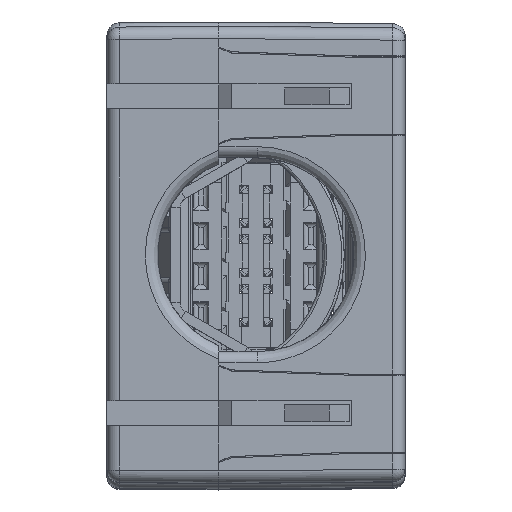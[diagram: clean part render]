
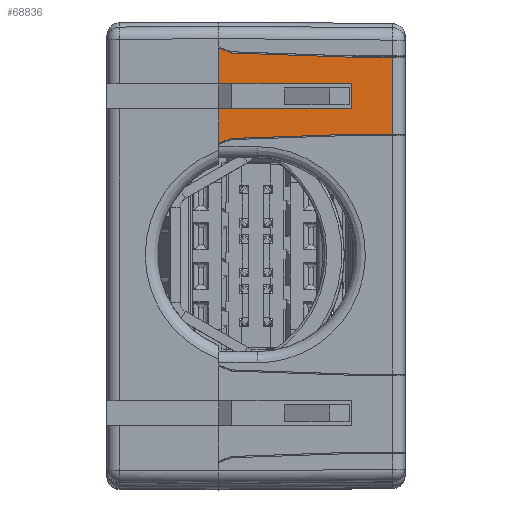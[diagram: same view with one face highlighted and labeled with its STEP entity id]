
A CAD part, top view. The second image highlights one B-rep face of the part: STEP entity #68836.
In plain terms, the highlighted planar face has unit normal (0.009, 0, 1).
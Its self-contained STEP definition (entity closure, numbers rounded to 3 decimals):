
#66169=CARTESIAN_POINT('',(-7.55,4.481,25.625));
#66170=VERTEX_POINT('',#66169);
#66177=CARTESIAN_POINT('',(-7.55,5.875,25.625));
#66178=VERTEX_POINT('',#66177);
#66179=CARTESIAN_POINT('',(-7.55,5.875,25.625));
#66180=DIRECTION('',(0.,-1.,0.));
#66181=VECTOR('',#66180,1.394);
#66182=LINE('',#66179,#66181);
#66183=EDGE_CURVE('',#66178,#66170,#66182,.T.);
#68742=CARTESIAN_POINT('',(-4.048,0.,25.595));
#68743=DIRECTION('',(-1.,0.,0.009));
#68744=DIRECTION('',(0.009,0.,1.));
#68745=AXIS2_PLACEMENT_3D('',#68742,#68744,#68743);
#68746=PLANE('',#68745);
#68747=CARTESIAN_POINT('',(-7.05,4.681,25.621));
#68748=VERTEX_POINT('',#68747);
#68749=CARTESIAN_POINT('',(-7.05,4.681,25.621));
#68750=DIRECTION('',(-0.928,-0.371,0.008));
#68751=VECTOR('',#68750,0.539);
#68752=LINE('',#68749,#68751);
#68753=EDGE_CURVE('',#68748,#66170,#68752,.T.);
#68754=ORIENTED_EDGE('',*,*,#68753,.F.);
#68755=CARTESIAN_POINT('',(-2.2,4.85,25.578));
#68756=VERTEX_POINT('',#68755);
#68757=CARTESIAN_POINT('',(-2.2,4.85,25.578));
#68758=DIRECTION('',(-0.999,-0.035,0.009));
#68759=VECTOR('',#68758,4.853);
#68760=LINE('',#68757,#68759);
#68761=EDGE_CURVE('',#68756,#68748,#68760,.T.);
#68762=ORIENTED_EDGE('',*,*,#68761,.F.);
#68763=CARTESIAN_POINT('',(-0.546,4.85,25.564));
#68764=VERTEX_POINT('',#68763);
#68765=CARTESIAN_POINT('',(-0.546,4.85,25.564));
#68766=DIRECTION('',(-1.,0.,0.009));
#68767=VECTOR('',#68766,1.654);
#68768=LINE('',#68765,#68767);
#68769=EDGE_CURVE('',#68764,#68756,#68768,.T.);
#68770=ORIENTED_EDGE('',*,*,#68769,.F.);
#68771=CARTESIAN_POINT('',(-0.546,7.95,25.564));
#68772=VERTEX_POINT('',#68771);
#68773=CARTESIAN_POINT('',(-0.546,4.85,25.564));
#68774=DIRECTION('',(0.,1.,0.));
#68775=VECTOR('',#68774,3.1);
#68776=LINE('',#68773,#68775);
#68777=EDGE_CURVE('',#68764,#68772,#68776,.T.);
#68778=ORIENTED_EDGE('',*,*,#68777,.T.);
#68779=CARTESIAN_POINT('',(-2.2,7.95,25.578));
#68780=VERTEX_POINT('',#68779);
#68781=CARTESIAN_POINT('',(-2.2,7.95,25.578));
#68782=DIRECTION('',(1.,0.,-0.009));
#68783=VECTOR('',#68782,1.654);
#68784=LINE('',#68781,#68783);
#68785=EDGE_CURVE('',#68780,#68772,#68784,.T.);
#68786=ORIENTED_EDGE('',*,*,#68785,.F.);
#68787=CARTESIAN_POINT('',(-7.05,8.119,25.621));
#68788=VERTEX_POINT('',#68787);
#68789=CARTESIAN_POINT('',(-7.05,8.119,25.621));
#68790=DIRECTION('',(0.999,-0.035,-0.009));
#68791=VECTOR('',#68790,4.853);
#68792=LINE('',#68789,#68791);
#68793=EDGE_CURVE('',#68788,#68780,#68792,.T.);
#68794=ORIENTED_EDGE('',*,*,#68793,.F.);
#68795=CARTESIAN_POINT('',(-7.55,8.319,25.625));
#68796=VERTEX_POINT('',#68795);
#68797=CARTESIAN_POINT('',(-7.55,8.319,25.625));
#68798=DIRECTION('',(0.928,-0.371,-0.008));
#68799=VECTOR('',#68798,0.539);
#68800=LINE('',#68797,#68799);
#68801=EDGE_CURVE('',#68796,#68788,#68800,.T.);
#68802=ORIENTED_EDGE('',*,*,#68801,.F.);
#68803=CARTESIAN_POINT('',(-7.55,6.875,25.625));
#68804=VERTEX_POINT('',#68803);
#68805=CARTESIAN_POINT('',(-7.55,8.319,25.625));
#68806=DIRECTION('',(0.,-1.,0.));
#68807=VECTOR('',#68806,1.444);
#68808=LINE('',#68805,#68807);
#68809=EDGE_CURVE('',#68796,#68804,#68808,.T.);
#68810=ORIENTED_EDGE('',*,*,#68809,.T.);
#68811=CARTESIAN_POINT('',(-2.2,6.875,25.578));
#68812=VERTEX_POINT('',#68811);
#68813=CARTESIAN_POINT('',(-2.2,6.875,25.578));
#68814=DIRECTION('',(-1.,0.,0.009));
#68815=VECTOR('',#68814,5.35);
#68816=LINE('',#68813,#68815);
#68817=EDGE_CURVE('',#68812,#68804,#68816,.T.);
#68818=ORIENTED_EDGE('',*,*,#68817,.F.);
#68819=CARTESIAN_POINT('',(-2.2,5.875,25.578));
#68820=VERTEX_POINT('',#68819);
#68821=CARTESIAN_POINT('',(-2.2,5.875,25.578));
#68822=DIRECTION('',(0.,1.,0.));
#68823=VECTOR('',#68822,1.);
#68824=LINE('',#68821,#68823);
#68825=EDGE_CURVE('',#68820,#68812,#68824,.T.);
#68826=ORIENTED_EDGE('',*,*,#68825,.F.);
#68827=CARTESIAN_POINT('',(-7.55,5.875,25.625));
#68828=DIRECTION('',(1.,0.,-0.009));
#68829=VECTOR('',#68828,5.35);
#68830=LINE('',#68827,#68829);
#68831=EDGE_CURVE('',#66178,#68820,#68830,.T.);
#68832=ORIENTED_EDGE('',*,*,#68831,.F.);
#68833=ORIENTED_EDGE('',*,*,#66183,.T.);
#68834=EDGE_LOOP('',(#68754,#68762,#68770,#68778,#68786,#68794,#68802,#68810,#68818,#68826,#68832,#68833));
#68835=FACE_OUTER_BOUND('',#68834,.T.);
#68836=ADVANCED_FACE('',(#68835),#68746,.T.);
